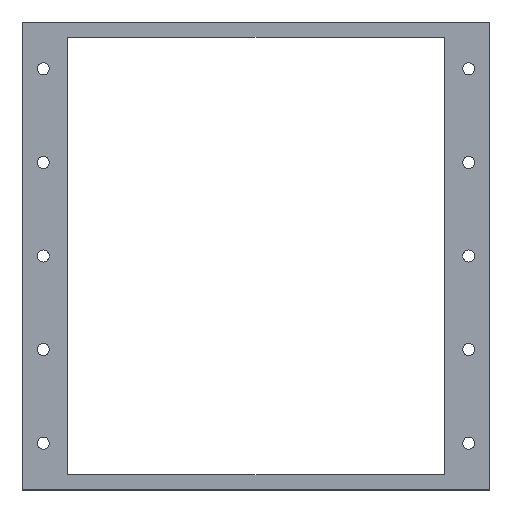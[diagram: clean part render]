
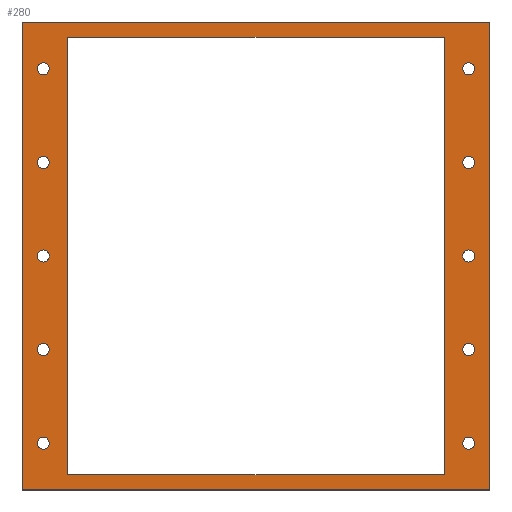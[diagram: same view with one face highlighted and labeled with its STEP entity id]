
A CAD part, top view. The second image highlights one B-rep face of the part: STEP entity #280.
In plain terms, the highlighted planar face has unit normal (0, 0, 1).
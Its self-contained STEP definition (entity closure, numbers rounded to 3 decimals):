
#24 = VERTEX_POINT('',#25);
#25 = CARTESIAN_POINT('',(-77.,-77.,-10.));
#31 = EDGE_CURVE('',#24,#32,#34,.T.);
#32 = VERTEX_POINT('',#33);
#33 = CARTESIAN_POINT('',(-77.,77.,-10.));
#34 = LINE('',#35,#36);
#35 = CARTESIAN_POINT('',(-77.,-77.,-10.));
#36 = VECTOR('',#37,1.);
#37 = DIRECTION('',(0.,1.,0.));
#64 = VERTEX_POINT('',#65);
#65 = CARTESIAN_POINT('',(77.,-77.,-10.));
#71 = EDGE_CURVE('',#64,#24,#72,.T.);
#72 = LINE('',#73,#74);
#73 = CARTESIAN_POINT('',(77.,-77.,-10.));
#74 = VECTOR('',#75,1.);
#75 = DIRECTION('',(-1.,0.,0.));
#93 = EDGE_CURVE('',#32,#94,#96,.T.);
#94 = VERTEX_POINT('',#95);
#95 = CARTESIAN_POINT('',(77.,77.,-10.));
#96 = LINE('',#97,#98);
#97 = CARTESIAN_POINT('',(-77.,77.,-10.));
#98 = VECTOR('',#99,1.);
#99 = DIRECTION('',(1.,0.,0.));
#280 = ADVANCED_FACE('',(#281,#292,#303,#314,#325,#336,#347,#358,#369,
    #403,#414,#425),#436,.T.);
#281 = FACE_BOUND('',#282,.T.);
#282 = EDGE_LOOP('',(#283,#284,#285,#291));
#283 = ORIENTED_EDGE('',*,*,#31,.F.);
#284 = ORIENTED_EDGE('',*,*,#71,.F.);
#285 = ORIENTED_EDGE('',*,*,#286,.F.);
#286 = EDGE_CURVE('',#94,#64,#287,.T.);
#287 = LINE('',#288,#289);
#288 = CARTESIAN_POINT('',(77.,77.,-10.));
#289 = VECTOR('',#290,1.);
#290 = DIRECTION('',(0.,-1.,0.));
#291 = ORIENTED_EDGE('',*,*,#93,.F.);
#292 = FACE_BOUND('',#293,.T.);
#293 = EDGE_LOOP('',(#294));
#294 = ORIENTED_EDGE('',*,*,#295,.F.);
#295 = EDGE_CURVE('',#296,#296,#298,.T.);
#296 = VERTEX_POINT('',#297);
#297 = CARTESIAN_POINT('',(-68.,-61.6,-10.));
#298 = CIRCLE('',#299,2.);
#299 = AXIS2_PLACEMENT_3D('',#300,#301,#302);
#300 = CARTESIAN_POINT('',(-70.,-61.6,-10.));
#301 = DIRECTION('',(0.,0.,1.));
#302 = DIRECTION('',(1.,0.,-0.));
#303 = FACE_BOUND('',#304,.T.);
#304 = EDGE_LOOP('',(#305));
#305 = ORIENTED_EDGE('',*,*,#306,.F.);
#306 = EDGE_CURVE('',#307,#307,#309,.T.);
#307 = VERTEX_POINT('',#308);
#308 = CARTESIAN_POINT('',(-68.,-30.8,-10.));
#309 = CIRCLE('',#310,2.);
#310 = AXIS2_PLACEMENT_3D('',#311,#312,#313);
#311 = CARTESIAN_POINT('',(-70.,-30.8,-10.));
#312 = DIRECTION('',(0.,0.,1.));
#313 = DIRECTION('',(1.,0.,-0.));
#314 = FACE_BOUND('',#315,.T.);
#315 = EDGE_LOOP('',(#316));
#316 = ORIENTED_EDGE('',*,*,#317,.F.);
#317 = EDGE_CURVE('',#318,#318,#320,.T.);
#318 = VERTEX_POINT('',#319);
#319 = CARTESIAN_POINT('',(72.,-61.6,-10.));
#320 = CIRCLE('',#321,2.);
#321 = AXIS2_PLACEMENT_3D('',#322,#323,#324);
#322 = CARTESIAN_POINT('',(70.,-61.6,-10.));
#323 = DIRECTION('',(0.,0.,1.));
#324 = DIRECTION('',(1.,0.,-0.));
#325 = FACE_BOUND('',#326,.T.);
#326 = EDGE_LOOP('',(#327));
#327 = ORIENTED_EDGE('',*,*,#328,.F.);
#328 = EDGE_CURVE('',#329,#329,#331,.T.);
#329 = VERTEX_POINT('',#330);
#330 = CARTESIAN_POINT('',(72.,-30.8,-10.));
#331 = CIRCLE('',#332,2.);
#332 = AXIS2_PLACEMENT_3D('',#333,#334,#335);
#333 = CARTESIAN_POINT('',(70.,-30.8,-10.));
#334 = DIRECTION('',(0.,0.,1.));
#335 = DIRECTION('',(1.,0.,-0.));
#336 = FACE_BOUND('',#337,.T.);
#337 = EDGE_LOOP('',(#338));
#338 = ORIENTED_EDGE('',*,*,#339,.F.);
#339 = EDGE_CURVE('',#340,#340,#342,.T.);
#340 = VERTEX_POINT('',#341);
#341 = CARTESIAN_POINT('',(-68.,0.,-10.));
#342 = CIRCLE('',#343,2.);
#343 = AXIS2_PLACEMENT_3D('',#344,#345,#346);
#344 = CARTESIAN_POINT('',(-70.,0.,-10.));
#345 = DIRECTION('',(0.,0.,1.));
#346 = DIRECTION('',(1.,0.,-0.));
#347 = FACE_BOUND('',#348,.T.);
#348 = EDGE_LOOP('',(#349));
#349 = ORIENTED_EDGE('',*,*,#350,.F.);
#350 = EDGE_CURVE('',#351,#351,#353,.T.);
#351 = VERTEX_POINT('',#352);
#352 = CARTESIAN_POINT('',(-68.,30.8,-10.));
#353 = CIRCLE('',#354,2.);
#354 = AXIS2_PLACEMENT_3D('',#355,#356,#357);
#355 = CARTESIAN_POINT('',(-70.,30.8,-10.));
#356 = DIRECTION('',(0.,0.,1.));
#357 = DIRECTION('',(1.,0.,-0.));
#358 = FACE_BOUND('',#359,.T.);
#359 = EDGE_LOOP('',(#360));
#360 = ORIENTED_EDGE('',*,*,#361,.F.);
#361 = EDGE_CURVE('',#362,#362,#364,.T.);
#362 = VERTEX_POINT('',#363);
#363 = CARTESIAN_POINT('',(-68.,61.6,-10.));
#364 = CIRCLE('',#365,2.);
#365 = AXIS2_PLACEMENT_3D('',#366,#367,#368);
#366 = CARTESIAN_POINT('',(-70.,61.6,-10.));
#367 = DIRECTION('',(0.,0.,1.));
#368 = DIRECTION('',(1.,0.,-0.));
#369 = FACE_BOUND('',#370,.T.);
#370 = EDGE_LOOP('',(#371,#381,#389,#397));
#371 = ORIENTED_EDGE('',*,*,#372,.F.);
#372 = EDGE_CURVE('',#373,#375,#377,.T.);
#373 = VERTEX_POINT('',#374);
#374 = CARTESIAN_POINT('',(62.,-72.,-10.));
#375 = VERTEX_POINT('',#376);
#376 = CARTESIAN_POINT('',(62.,72.,-10.));
#377 = LINE('',#378,#379);
#378 = CARTESIAN_POINT('',(62.,-72.,-10.));
#379 = VECTOR('',#380,1.);
#380 = DIRECTION('',(0.,1.,0.));
#381 = ORIENTED_EDGE('',*,*,#382,.F.);
#382 = EDGE_CURVE('',#383,#373,#385,.T.);
#383 = VERTEX_POINT('',#384);
#384 = CARTESIAN_POINT('',(-62.,-72.,-10.));
#385 = LINE('',#386,#387);
#386 = CARTESIAN_POINT('',(-62.,-72.,-10.));
#387 = VECTOR('',#388,1.);
#388 = DIRECTION('',(1.,0.,0.));
#389 = ORIENTED_EDGE('',*,*,#390,.F.);
#390 = EDGE_CURVE('',#391,#383,#393,.T.);
#391 = VERTEX_POINT('',#392);
#392 = CARTESIAN_POINT('',(-62.,72.,-10.));
#393 = LINE('',#394,#395);
#394 = CARTESIAN_POINT('',(-62.,72.,-10.));
#395 = VECTOR('',#396,1.);
#396 = DIRECTION('',(0.,-1.,0.));
#397 = ORIENTED_EDGE('',*,*,#398,.F.);
#398 = EDGE_CURVE('',#375,#391,#399,.T.);
#399 = LINE('',#400,#401);
#400 = CARTESIAN_POINT('',(62.,72.,-10.));
#401 = VECTOR('',#402,1.);
#402 = DIRECTION('',(-1.,0.,0.));
#403 = FACE_BOUND('',#404,.T.);
#404 = EDGE_LOOP('',(#405));
#405 = ORIENTED_EDGE('',*,*,#406,.F.);
#406 = EDGE_CURVE('',#407,#407,#409,.T.);
#407 = VERTEX_POINT('',#408);
#408 = CARTESIAN_POINT('',(72.,0.,-10.));
#409 = CIRCLE('',#410,2.);
#410 = AXIS2_PLACEMENT_3D('',#411,#412,#413);
#411 = CARTESIAN_POINT('',(70.,0.,-10.));
#412 = DIRECTION('',(0.,0.,1.));
#413 = DIRECTION('',(1.,0.,-0.));
#414 = FACE_BOUND('',#415,.T.);
#415 = EDGE_LOOP('',(#416));
#416 = ORIENTED_EDGE('',*,*,#417,.F.);
#417 = EDGE_CURVE('',#418,#418,#420,.T.);
#418 = VERTEX_POINT('',#419);
#419 = CARTESIAN_POINT('',(72.,30.8,-10.));
#420 = CIRCLE('',#421,2.);
#421 = AXIS2_PLACEMENT_3D('',#422,#423,#424);
#422 = CARTESIAN_POINT('',(70.,30.8,-10.));
#423 = DIRECTION('',(0.,0.,1.));
#424 = DIRECTION('',(1.,0.,-0.));
#425 = FACE_BOUND('',#426,.T.);
#426 = EDGE_LOOP('',(#427));
#427 = ORIENTED_EDGE('',*,*,#428,.F.);
#428 = EDGE_CURVE('',#429,#429,#431,.T.);
#429 = VERTEX_POINT('',#430);
#430 = CARTESIAN_POINT('',(72.,61.6,-10.));
#431 = CIRCLE('',#432,2.);
#432 = AXIS2_PLACEMENT_3D('',#433,#434,#435);
#433 = CARTESIAN_POINT('',(70.,61.6,-10.));
#434 = DIRECTION('',(0.,0.,1.));
#435 = DIRECTION('',(1.,0.,-0.));
#436 = PLANE('',#437);
#437 = AXIS2_PLACEMENT_3D('',#438,#439,#440);
#438 = CARTESIAN_POINT('',(0.,0.,-10.));
#439 = DIRECTION('',(0.,0.,1.));
#440 = DIRECTION('',(1.,0.,-0.));
